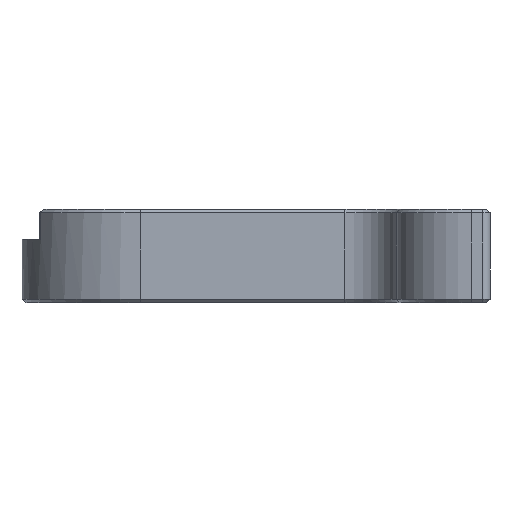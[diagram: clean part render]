
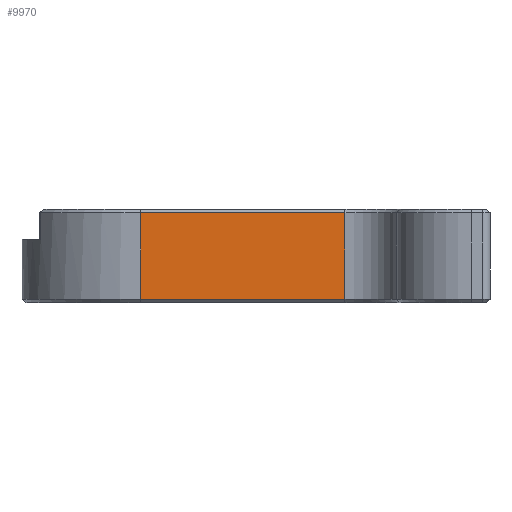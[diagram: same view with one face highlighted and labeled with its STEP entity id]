
A CAD part, front view. The second image highlights one B-rep face of the part: STEP entity #9970.
In plain terms, the highlighted planar face has unit normal (0, -1, 0).
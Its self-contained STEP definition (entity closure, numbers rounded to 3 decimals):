
#1873=FACE_OUTER_BOUND('',#2491,.T.);
#2491=EDGE_LOOP('',(#9260,#9261,#9262,#9263));
#3148=LINE('',#20374,#3814);
#3155=LINE('',#20392,#3821);
#3157=LINE('',#20398,#3823);
#3158=LINE('',#20399,#3824);
#3814=VECTOR('',#11891,10.);
#3821=VECTOR('',#11914,10.);
#3823=VECTOR('',#11920,10.);
#3824=VECTOR('',#11921,10.);
#4793=VERTEX_POINT('',#20245);
#4814=VERTEX_POINT('',#20373);
#4817=VERTEX_POINT('',#20391);
#4819=VERTEX_POINT('',#20397);
#6292=EDGE_CURVE('',#4793,#4814,#3148,.T.);
#6301=EDGE_CURVE('',#4814,#4817,#3155,.T.);
#6304=EDGE_CURVE('',#4819,#4793,#3157,.T.);
#6305=EDGE_CURVE('',#4817,#4819,#3158,.T.);
#9260=ORIENTED_EDGE('',*,*,#6292,.F.);
#9261=ORIENTED_EDGE('',*,*,#6304,.F.);
#9262=ORIENTED_EDGE('',*,*,#6305,.F.);
#9263=ORIENTED_EDGE('',*,*,#6301,.F.);
#9444=PLANE('',#10417);
#9970=ADVANCED_FACE('',(#1873),#9444,.T.);
#10417=AXIS2_PLACEMENT_3D('',#20396,#11918,#11919);
#11891=DIRECTION('',(-1.,0.,0.));
#11914=DIRECTION('',(0.,0.,1.));
#11918=DIRECTION('center_axis',(0.,-1.,
0.));
#11919=DIRECTION('ref_axis',(-1.,0.,0.));
#11920=DIRECTION('',(0.,0.,-1.));
#11921=DIRECTION('',(1.,0.,0.));
#20245=CARTESIAN_POINT('',(42.236,33.204,4.386));
#20373=CARTESIAN_POINT('',(21.44,33.204,4.386));
#20374=CARTESIAN_POINT('',(40.331,33.204,4.386));
#20391=CARTESIAN_POINT('',(21.44,33.204,13.149));
#20392=CARTESIAN_POINT('',(21.44,33.204,10.482));
#20396=CARTESIAN_POINT('Origin',(47.475,33.204,10.482));
#20397=CARTESIAN_POINT('',(42.236,33.204,13.149));
#20398=CARTESIAN_POINT('',(42.236,33.204,10.482));
#20399=CARTESIAN_POINT('',(40.331,33.204,13.149));
